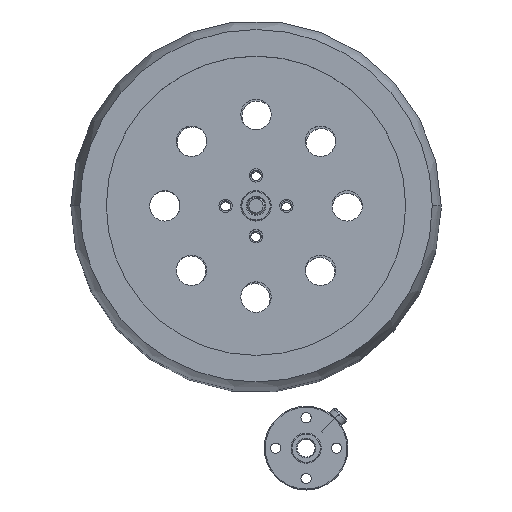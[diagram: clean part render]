
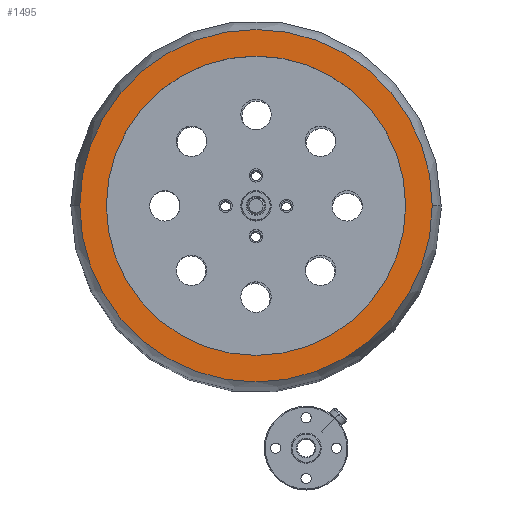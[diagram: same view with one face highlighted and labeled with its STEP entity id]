
A CAD part, top view. The second image highlights one B-rep face of the part: STEP entity #1495.
In plain terms, the highlighted planar face has unit normal (0, 0, 1).
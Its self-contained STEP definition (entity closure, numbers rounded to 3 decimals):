
#35 = DIRECTION ( 'NONE',  ( 1., 0., 0. ) ) ;
#52 = ORIENTED_EDGE ( 'NONE', *, *, #1082, .F. ) ;
#103 = DIRECTION ( 'NONE',  ( 0., 0., 1. ) ) ;
#191 = EDGE_LOOP ( 'NONE', ( #2583, #52 ) ) ;
#286 = EDGE_CURVE ( 'NONE', #1104, #2033, #1076, .T. ) ;
#340 = CARTESIAN_POINT ( 'NONE',  ( -71.619, 11.97, 17.899 ) ) ;
#454 = AXIS2_PLACEMENT_3D ( 'NONE', #2737, #3114, #3022 ) ;
#609 = CIRCLE ( 'NONE', #3266, 46.355 ) ;
#721 = VERTEX_POINT ( 'NONE', #3817 ) ;
#804 = DIRECTION ( 'NONE',  ( 1., 0., 0. ) ) ;
#1022 = FACE_BOUND ( 'NONE', #3414, .T. ) ;
#1076 = CIRCLE ( 'NONE', #454, 46.355 ) ;
#1082 = EDGE_CURVE ( 'NONE', #2033, #1104, #609, .T. ) ;
#1104 = VERTEX_POINT ( 'NONE', #340 ) ;
#1162 = CARTESIAN_POINT ( 'NONE',  ( -25.264, 11.97, 17.899 ) ) ;
#1495 = ADVANCED_FACE ( 'NONE', ( #2486, #1022 ), #3555, .T. ) ;
#1580 = CARTESIAN_POINT ( 'NONE',  ( -25.264, 11.97, 17.899 ) ) ;
#1715 = CIRCLE ( 'NONE', #2623, 39.37 ) ;
#1934 = DIRECTION ( 'NONE',  ( 1., 0., 0. ) ) ;
#2033 = VERTEX_POINT ( 'NONE', #3216 ) ;
#2151 = CARTESIAN_POINT ( 'NONE',  ( -25.264, 11.97, 17.899 ) ) ;
#2297 = VERTEX_POINT ( 'NONE', #3117 ) ;
#2486 = FACE_OUTER_BOUND ( 'NONE', #191, .T. ) ;
#2583 = ORIENTED_EDGE ( 'NONE', *, *, #286, .F. ) ;
#2623 = AXIS2_PLACEMENT_3D ( 'NONE', #1580, #103, #1934 ) ;
#2705 = ORIENTED_EDGE ( 'NONE', *, *, #3802, .F. ) ;
#2737 = CARTESIAN_POINT ( 'NONE',  ( -25.264, 11.97, 17.899 ) ) ;
#2863 = DIRECTION ( 'NONE',  ( 0., 0., -1. ) ) ;
#3022 = DIRECTION ( 'NONE',  ( -1., 0., 0. ) ) ;
#3114 = DIRECTION ( 'NONE',  ( 0., 0., -1. ) ) ;
#3117 = CARTESIAN_POINT ( 'NONE',  ( 14.106, 11.97, 17.899 ) ) ;
#3216 = CARTESIAN_POINT ( 'NONE',  ( 21.091, 11.97, 17.899 ) ) ;
#3266 = AXIS2_PLACEMENT_3D ( 'NONE', #2151, #2863, #3955 ) ;
#3313 = AXIS2_PLACEMENT_3D ( 'NONE', #4361, #4006, #804 ) ;
#3414 = EDGE_LOOP ( 'NONE', ( #2705, #4035 ) ) ;
#3539 = CIRCLE ( 'NONE', #3313, 39.37 ) ;
#3555 = PLANE ( 'NONE',  #4419 ) ;
#3802 = EDGE_CURVE ( 'NONE', #2297, #721, #3539, .T. ) ;
#3817 = CARTESIAN_POINT ( 'NONE',  ( -64.634, 11.97, 17.899 ) ) ;
#3955 = DIRECTION ( 'NONE',  ( -1., 0., 0. ) ) ;
#4006 = DIRECTION ( 'NONE',  ( 0., 0., 1. ) ) ;
#4035 = ORIENTED_EDGE ( 'NONE', *, *, #4614, .F. ) ;
#4314 = DIRECTION ( 'NONE',  ( 0., 0., 1. ) ) ;
#4361 = CARTESIAN_POINT ( 'NONE',  ( -25.264, 11.97, 17.899 ) ) ;
#4419 = AXIS2_PLACEMENT_3D ( 'NONE', #1162, #4314, #35 ) ;
#4614 = EDGE_CURVE ( 'NONE', #721, #2297, #1715, .T. ) ;
